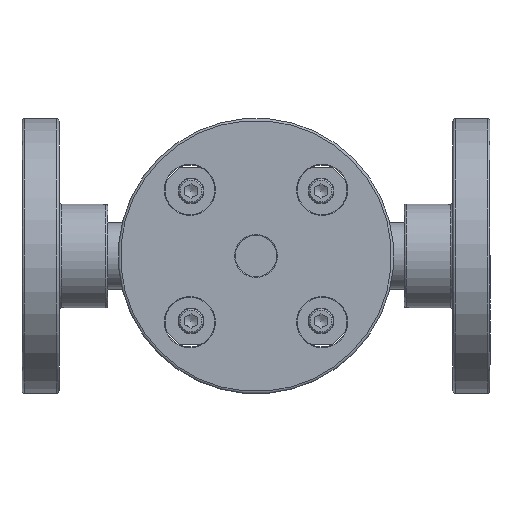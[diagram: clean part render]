
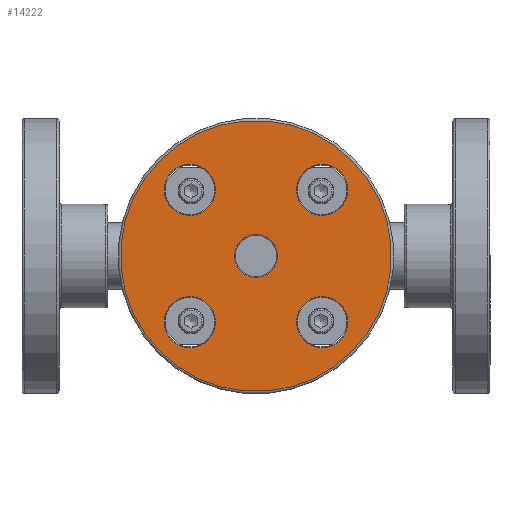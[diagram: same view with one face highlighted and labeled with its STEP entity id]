
A CAD part, front view. The second image highlights one B-rep face of the part: STEP entity #14222.
In plain terms, the highlighted planar face has unit normal (0, -1, 0).
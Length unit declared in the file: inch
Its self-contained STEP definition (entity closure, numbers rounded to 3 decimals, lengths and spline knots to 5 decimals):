
#14116=CARTESIAN_POINT('',(-1.21622,-1.72,-1.21622));
#14117=VERTEX_POINT('',#14116);
#14118=CARTESIAN_POINT('',(0.,-1.72,0.));
#14119=DIRECTION('',(0.,1.0,0.));
#14120=DIRECTION('',(0.707,0.,0.707));
#14121=AXIS2_PLACEMENT_3D('',#14118,#14119,#14120);
#14122=CIRCLE('',#14121,1.72);
#14123=EDGE_CURVE('',#14117,#14117,#14122,.T.);
#14159=CARTESIAN_POINT('',(-0.7117,-1.72,-0.7117));
#14160=DIRECTION('',(0.0,-1.0,0.0));
#14161=DIRECTION('',(-0.707,0.0,0.707));
#14162=AXIS2_PLACEMENT_3D('',#14159,#14160,#14161);
#14163=PLANE('',#14162);
#14164=ORIENTED_EDGE('',*,*,#14123,.F.);
#14165=EDGE_LOOP('',(#14164));
#14166=FACE_OUTER_BOUND('',#14165,.T.);
#14167=CARTESIAN_POINT('',(-1.0695,-1.72,0.60988));
#14168=VERTEX_POINT('',#14167);
#14169=CARTESIAN_POINT('',(-0.83969,-1.72,0.83969));
#14170=DIRECTION('',(0.,-1.0,0.));
#14171=DIRECTION('',(0.707,0.,0.707));
#14172=AXIS2_PLACEMENT_3D('',#14169,#14170,#14171);
#14173=CIRCLE('',#14172,0.325);
#14174=EDGE_CURVE('',#14168,#14168,#14173,.T.);
#14175=ORIENTED_EDGE('',*,*,#14174,.F.);
#14176=EDGE_LOOP('',(#14175));
#14177=FACE_BOUND('',#14176,.T.);
#14178=CARTESIAN_POINT('',(0.60988,-1.72,1.0695));
#14179=VERTEX_POINT('',#14178);
#14180=CARTESIAN_POINT('',(0.83969,-1.72,0.83969));
#14181=DIRECTION('',(0.,-1.0,0.));
#14182=DIRECTION('',(0.707,0.,-0.707));
#14183=AXIS2_PLACEMENT_3D('',#14180,#14181,#14182);
#14184=CIRCLE('',#14183,0.325);
#14185=EDGE_CURVE('',#14179,#14179,#14184,.T.);
#14186=ORIENTED_EDGE('',*,*,#14185,.F.);
#14187=EDGE_LOOP('',(#14186));
#14188=FACE_BOUND('',#14187,.T.);
#14189=CARTESIAN_POINT('',(1.0695,-1.72,-0.60988));
#14190=VERTEX_POINT('',#14189);
#14191=CARTESIAN_POINT('',(0.83969,-1.72,-0.83969));
#14192=DIRECTION('',(0.,-1.0,0.));
#14193=DIRECTION('',(-0.707,0.,-0.707));
#14194=AXIS2_PLACEMENT_3D('',#14191,#14192,#14193);
#14195=CIRCLE('',#14194,0.325);
#14196=EDGE_CURVE('',#14190,#14190,#14195,.T.);
#14197=ORIENTED_EDGE('',*,*,#14196,.F.);
#14198=EDGE_LOOP('',(#14197));
#14199=FACE_BOUND('',#14198,.T.);
#14200=CARTESIAN_POINT('',(-0.19304,-1.72,-0.19304));
#14201=VERTEX_POINT('',#14200);
#14202=CARTESIAN_POINT('',(0.,-1.72,0.));
#14203=DIRECTION('',(0.,-1.0,0.));
#14204=DIRECTION('',(0.707,0.,0.707));
#14205=AXIS2_PLACEMENT_3D('',#14202,#14203,#14204);
#14206=CIRCLE('',#14205,0.273);
#14207=EDGE_CURVE('',#14201,#14201,#14206,.T.);
#14208=ORIENTED_EDGE('',*,*,#14207,.F.);
#14209=EDGE_LOOP('',(#14208));
#14210=FACE_BOUND('',#14209,.T.);
#14211=CARTESIAN_POINT('',(-0.60988,-1.72,-1.0695));
#14212=VERTEX_POINT('',#14211);
#14213=CARTESIAN_POINT('',(-0.83969,-1.72,-0.83969));
#14214=DIRECTION('',(0.,-1.0,0.));
#14215=DIRECTION('',(-0.707,0.,0.707));
#14216=AXIS2_PLACEMENT_3D('',#14213,#14214,#14215);
#14217=CIRCLE('',#14216,0.325);
#14218=EDGE_CURVE('',#14212,#14212,#14217,.T.);
#14219=ORIENTED_EDGE('',*,*,#14218,.F.);
#14220=EDGE_LOOP('',(#14219));
#14221=FACE_BOUND('',#14220,.T.);
#14222=ADVANCED_FACE('',(#14166,#14177,#14188,#14199,#14210,#14221),#14163,.T.);
